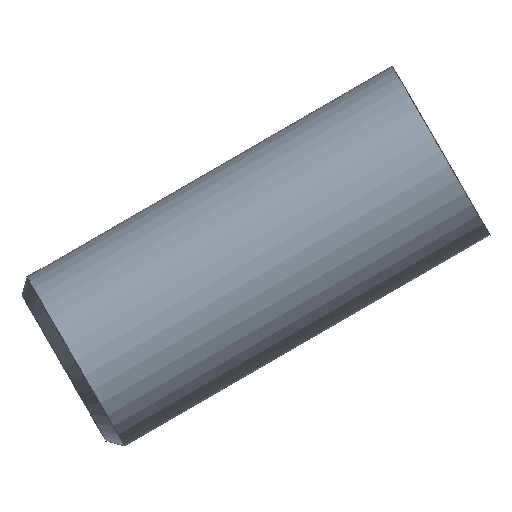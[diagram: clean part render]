
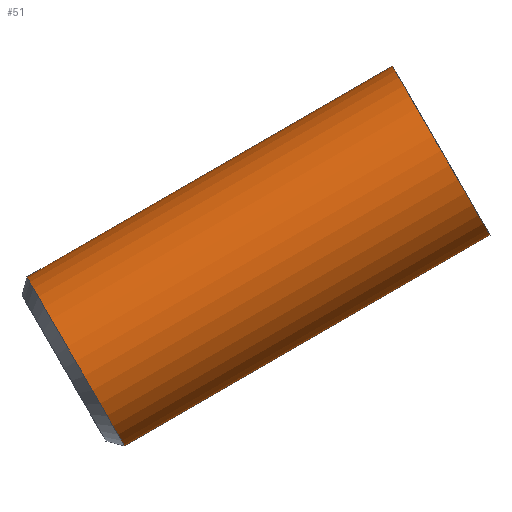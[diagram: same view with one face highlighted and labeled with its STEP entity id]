
A CAD part, left-side view. The second image highlights one B-rep face of the part: STEP entity #51.
In plain terms, the highlighted cylindrical face has radius 1.422 mm (diameter 2.845 mm), a full revolution.
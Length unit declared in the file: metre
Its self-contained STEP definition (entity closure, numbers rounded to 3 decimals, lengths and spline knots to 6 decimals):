
#23=ORIENTED_EDGE('',*,*,#29,.T.);
#24=ORIENTED_EDGE('',*,*,#30,.F.);
#29=EDGE_CURVE('',#32,#32,#35,.F.);
#30=EDGE_CURVE('',#33,#33,#36,.F.);
#32=VERTEX_POINT('',#94);
#33=VERTEX_POINT('',#96);
#35=CIRCLE('',#69,0.001422);
#36=CIRCLE('',#70,0.001422);
#38=EDGE_LOOP('',(#23));
#39=EDGE_LOOP('',(#24));
#44=FACE_BOUND('',#38,.T.);
#45=FACE_BOUND('',#39,.T.);
#50=CYLINDRICAL_SURFACE('',#68,0.001422);
#51=ADVANCED_FACE('',(#44,#45),#50,.T.);
#68=AXIS2_PLACEMENT_3D('',#92,#77,#78);
#69=AXIS2_PLACEMENT_3D('',#93,#79,#80);
#70=AXIS2_PLACEMENT_3D('',#95,#81,#82);
#77=DIRECTION('',(0.,0.866,-0.5));
#78=DIRECTION('',(0.,0.5,0.866));
#79=DIRECTION('',(0.,0.866,-0.5));
#80=DIRECTION('',(0.,0.5,0.866));
#81=DIRECTION('',(0.,0.866,-0.5));
#82=DIRECTION('',(0.,0.5,0.866));
#92=CARTESIAN_POINT('',(0.02973,-0.343223,0.122729));
#93=CARTESIAN_POINT('',(0.02973,-0.337895,0.119653));
#94=CARTESIAN_POINT('',(0.02973,-0.337184,0.120885));
#95=CARTESIAN_POINT('',(0.02973,-0.343223,0.122729));
#96=CARTESIAN_POINT('',(0.02973,-0.342512,0.12396));
